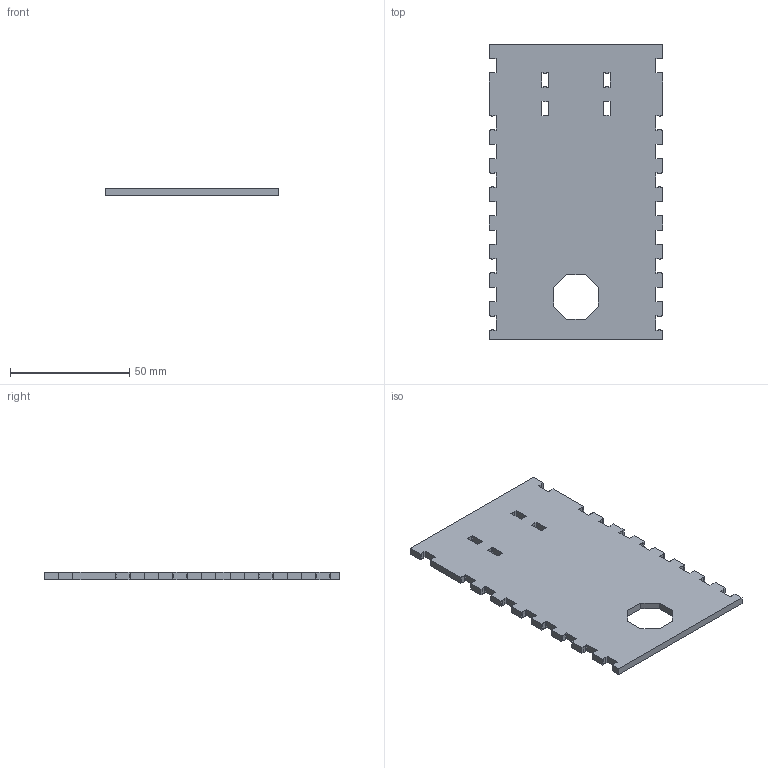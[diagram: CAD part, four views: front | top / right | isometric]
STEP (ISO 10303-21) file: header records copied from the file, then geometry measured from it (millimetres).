
FILE_DESCRIPTION(/* description */ ('STEP AP242','CAx-IF Rec.Pracs.---Representation and Presentation of Product Manufacturing Information (PMI)---4.0---2014-10-13','CAx-IF Rec.Pracs.---3D Tessellated Geometry---0.4---2014-09-14','2;1'),/* implementation_level */ '2;1');
FILE_NAME(/* name */ '65f9faa23319710817743448',/* time_stamp */ '2024-03-19T20:50:42Z',/* author */ (''),/* organization */ (''),/* preprocessor_version */ 'ST-DEVELOPER v19.4',/* originating_system */ ' ',/* authorisation */ ' ');
FILE_SCHEMA (('AP242_MANAGED_MODEL_BASED_3D_ENGINEERING_MIM_LF { 1 0 10303 442 1 1 4 }'));
Length unit declared in the file: metre
Products named in the file (1): bottom
Bounding box: 73 x 124 x 3 mm (x, y, z)
Volume: 25117.5 mm3; surface area: 18660.3 mm2
Topology: 1 solids, 1 shells, 190 faces, 564 edges, 376 vertices
Faces by surface type: plane 146, bspline 44
Entity records: 6798 total; most frequent: CARTESIAN_POINT 1703, ORIENTED_EDGE 1128, DIRECTION 946, EDGE_CURVE 564, LINE 476, VECTOR 476, VERTEX_POINT 376, AXIS2_PLACEMENT_3D 235
